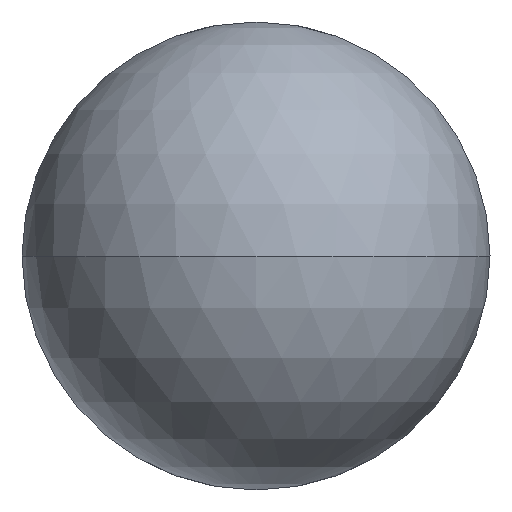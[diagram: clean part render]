
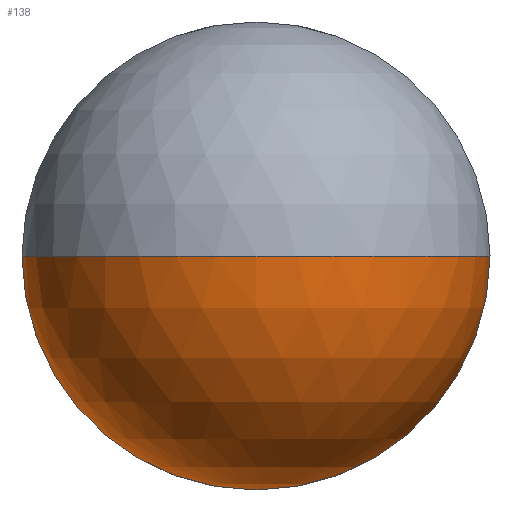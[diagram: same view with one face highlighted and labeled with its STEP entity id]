
A CAD part, front view. The second image highlights one B-rep face of the part: STEP entity #138.
In plain terms, the highlighted spherical face has radius 1.587 mm.
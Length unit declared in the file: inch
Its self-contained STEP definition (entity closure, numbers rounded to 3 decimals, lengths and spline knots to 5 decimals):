
#26 = FACE_OUTER_BOUND ( 'NONE', #146, .T. ) ;
#72 = CARTESIAN_POINT ( 'NONE',  ( 0., 0.0625, 0. ) ) ;
#90 = DIRECTION ( 'NONE',  ( 0., -1., 0. ) ) ;
#99 = DIRECTION ( 'NONE',  ( 0., 0., -1. ) ) ;
#120 = EDGE_CURVE ( 'NONE', #344, #299, #332, .T. ) ;
#138 = ADVANCED_FACE ( 'NONE', ( #26 ), #415, .T. ) ;
#146 = EDGE_LOOP ( 'NONE', ( #524, #360, #436, #305 ) ) ;
#217 = CIRCLE ( 'NONE', #416, 0.0625 ) ;
#226 = DIRECTION ( 'NONE',  ( 0., -1., 0. ) ) ;
#239 = AXIS2_PLACEMENT_3D ( 'NONE', #342, #99, #370 ) ;
#240 = AXIS2_PLACEMENT_3D ( 'NONE', #476, #226, #385 ) ;
#244 = EDGE_CURVE ( 'NONE', #516, #299, #217, .T. ) ;
#249 = CIRCLE ( 'NONE', #240, 0.0625 ) ;
#253 = EDGE_CURVE ( 'NONE', #391, #344, #249, .T. ) ;
#283 = AXIS2_PLACEMENT_3D ( 'NONE', #297, #390, #313 ) ;
#291 = DIRECTION ( 'NONE',  ( 0., 0., -1. ) ) ;
#297 = CARTESIAN_POINT ( 'NONE',  ( 0., 0.0625, 0. ) ) ;
#299 = VERTEX_POINT ( 'NONE', #403 ) ;
#300 = EDGE_CURVE ( 'NONE', #516, #391, #412, .T. ) ;
#305 = ORIENTED_EDGE ( 'NONE', *, *, #244, .F. ) ;
#306 = CARTESIAN_POINT ( 'NONE',  ( 0.0625, 0.0625, 0. ) ) ;
#313 = DIRECTION ( 'NONE',  ( -1., 0., 0. ) ) ;
#332 = CIRCLE ( 'NONE', #283, 0.0625 ) ;
#342 = CARTESIAN_POINT ( 'NONE',  ( 0., 0.0625, 0. ) ) ;
#344 = VERTEX_POINT ( 'NONE', #306 ) ;
#360 = ORIENTED_EDGE ( 'NONE', *, *, #253, .T. ) ;
#364 = AXIS2_PLACEMENT_3D ( 'NONE', #485, #90, #291 ) ;
#370 = DIRECTION ( 'NONE',  ( -1., 0., 0. ) ) ;
#385 = DIRECTION ( 'NONE',  ( 0., 0., -1. ) ) ;
#390 = DIRECTION ( 'NONE',  ( 0., 0., -1. ) ) ;
#391 = VERTEX_POINT ( 'NONE', #467 ) ;
#403 = CARTESIAN_POINT ( 'NONE',  ( 0., 0., 0. ) ) ;
#412 = CIRCLE ( 'NONE', #364, 0.0625 ) ;
#415 = SPHERICAL_SURFACE ( 'NONE', #239, 0.0625 ) ;
#416 = AXIS2_PLACEMENT_3D ( 'NONE', #72, #481, #439 ) ;
#436 = ORIENTED_EDGE ( 'NONE', *, *, #120, .T. ) ;
#439 = DIRECTION ( 'NONE',  ( 1., 0., 0. ) ) ;
#467 = CARTESIAN_POINT ( 'NONE',  ( 0., 0.0625, -0.0625 ) ) ;
#476 = CARTESIAN_POINT ( 'NONE',  ( 0., 0.0625, 0. ) ) ;
#481 = DIRECTION ( 'NONE',  ( 0., 0., 1. ) ) ;
#485 = CARTESIAN_POINT ( 'NONE',  ( 0., 0.0625, 0. ) ) ;
#503 = CARTESIAN_POINT ( 'NONE',  ( -0.0625, 0.0625, 0. ) ) ;
#516 = VERTEX_POINT ( 'NONE', #503 ) ;
#524 = ORIENTED_EDGE ( 'NONE', *, *, #300, .T. ) ;
